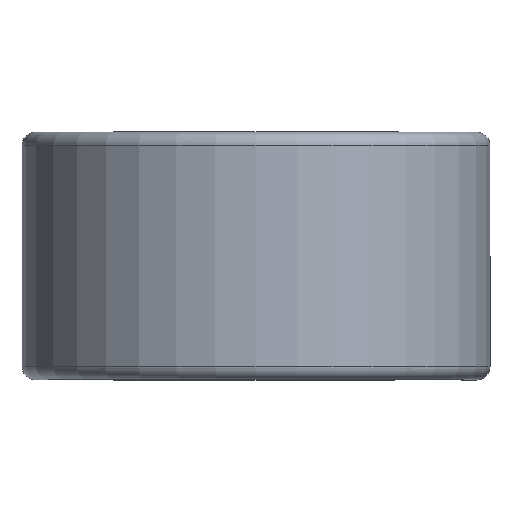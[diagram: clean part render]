
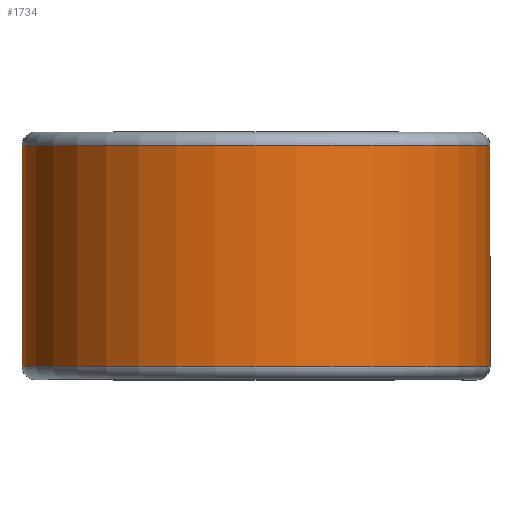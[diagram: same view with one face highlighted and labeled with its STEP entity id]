
A CAD part, top view. The second image highlights one B-rep face of the part: STEP entity #1734.
In plain terms, the highlighted cylindrical face has radius 13.513 mm (diameter 27.026 mm), a partial arc.
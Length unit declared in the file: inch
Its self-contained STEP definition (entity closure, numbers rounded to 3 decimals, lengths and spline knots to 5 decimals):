
#1 = EDGE_CURVE ( 'NONE', #1108, #1265, #1947, .T. ) ;
#37 = VERTEX_POINT ( 'NONE', #117 ) ;
#50 = CARTESIAN_POINT ( 'NONE',  ( 0., 0.25, 0. ) ) ;
#117 = CARTESIAN_POINT ( 'NONE',  ( 0., 0.25125, -0.532 ) ) ;
#120 = ORIENTED_EDGE ( 'NONE', *, *, #790, .F. ) ;
#126 = AXIS2_PLACEMENT_3D ( 'NONE', #503, #1240, #1952 ) ;
#133 = EDGE_LOOP ( 'NONE', ( #167, #2138, #120, #266 ) ) ;
#167 = ORIENTED_EDGE ( 'NONE', *, *, #1, .T. ) ;
#204 = CARTESIAN_POINT ( 'NONE',  ( 0.532, 0.25125, 0. ) ) ;
#266 = ORIENTED_EDGE ( 'NONE', *, *, #1155, .F. ) ;
#353 = LINE ( 'NONE', #1797, #2312 ) ;
#370 = DIRECTION ( 'NONE',  ( 0., -1., 0. ) ) ;
#475 = DIRECTION ( 'NONE',  ( 0., 1., 0. ) ) ;
#481 = CIRCLE ( 'NONE', #758, 0.532 ) ;
#503 = CARTESIAN_POINT ( 'NONE',  ( 0., -0.25125, 0. ) ) ;
#510 = DIRECTION ( 'NONE',  ( 0., 0., -1. ) ) ;
#758 = AXIS2_PLACEMENT_3D ( 'NONE', #1985, #1958, #510 ) ;
#790 = EDGE_CURVE ( 'NONE', #2325, #37, #353, .T. ) ;
#953 = CARTESIAN_POINT ( 'NONE',  ( 0., -0.25125, -0.532 ) ) ;
#1108 = VERTEX_POINT ( 'NONE', #1535 ) ;
#1115 = DIRECTION ( 'NONE',  ( 0., 0., -1. ) ) ;
#1155 = EDGE_CURVE ( 'NONE', #1108, #2325, #2283, .T. ) ;
#1240 = DIRECTION ( 'NONE',  ( 0., -1., 0. ) ) ;
#1265 = VERTEX_POINT ( 'NONE', #204 ) ;
#1334 = FACE_OUTER_BOUND ( 'NONE', #133, .T. ) ;
#1421 = DIRECTION ( 'NONE',  ( 0., 1., 0. ) ) ;
#1492 = CYLINDRICAL_SURFACE ( 'NONE', #1810, 0.532 ) ;
#1535 = CARTESIAN_POINT ( 'NONE',  ( 0.532, -0.25125, 0. ) ) ;
#1734 = ADVANCED_FACE ( 'NONE', ( #1334 ), #1492, .T. ) ;
#1797 = CARTESIAN_POINT ( 'NONE',  ( 0., 0.25125, -0.532 ) ) ;
#1805 = EDGE_CURVE ( 'NONE', #1265, #37, #481, .T. ) ;
#1810 = AXIS2_PLACEMENT_3D ( 'NONE', #50, #370, #1115 ) ;
#1921 = CARTESIAN_POINT ( 'NONE',  ( 0.532, 0.25125, 0. ) ) ;
#1947 = LINE ( 'NONE', #1921, #2319 ) ;
#1952 = DIRECTION ( 'NONE',  ( 0., 0., -1. ) ) ;
#1958 = DIRECTION ( 'NONE',  ( 0., -1., 0. ) ) ;
#1985 = CARTESIAN_POINT ( 'NONE',  ( 0., 0.25125, 0. ) ) ;
#2138 = ORIENTED_EDGE ( 'NONE', *, *, #1805, .T. ) ;
#2283 = CIRCLE ( 'NONE', #126, 0.532 ) ;
#2312 = VECTOR ( 'NONE', #1421, 39.37008 ) ;
#2319 = VECTOR ( 'NONE', #475, 39.37008 ) ;
#2325 = VERTEX_POINT ( 'NONE', #953 ) ;
